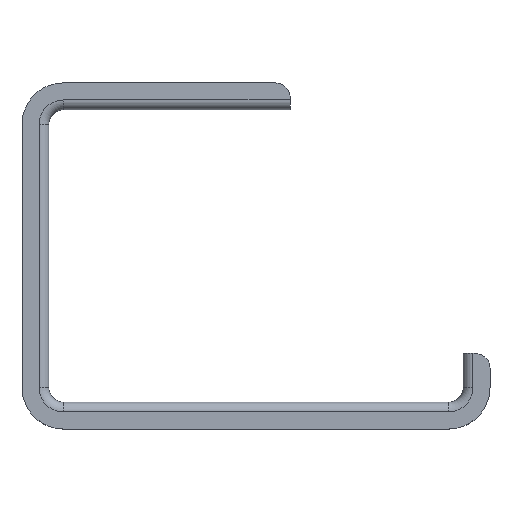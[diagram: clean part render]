
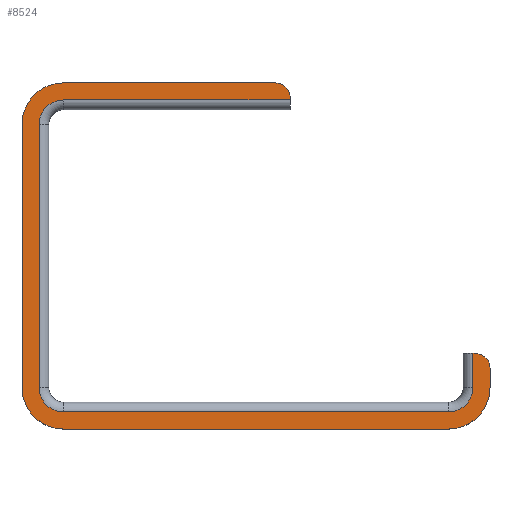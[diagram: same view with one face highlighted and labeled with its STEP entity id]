
A CAD part, top view. The second image highlights one B-rep face of the part: STEP entity #8524.
In plain terms, the highlighted planar face has unit normal (0, 0, 1).
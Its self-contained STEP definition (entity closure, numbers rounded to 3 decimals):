
#1984=DIRECTION('',(1.,0.,0.));
#1985=VECTOR('',#1984,158.);
#1986=CARTESIAN_POINT('',(-79.,-64.,11.));
#1987=LINE('',#1986,#1985);
#2007=DIRECTION('',(0.,1.,0.));
#2008=VECTOR('',#2007,14.);
#2009=CARTESIAN_POINT('',(89.,-54.,11.));
#2010=LINE('',#2009,#2008);
#2011=CARTESIAN_POINT('',(79.,-54.,11.));
#2012=DIRECTION('',(0.,0.,-1.));
#2013=DIRECTION('',(1.,0.,0.));
#2014=AXIS2_PLACEMENT_3D('',#2011,#2012,#2013);
#2016=DIRECTION('',(-1.,0.,0.));
#2017=VECTOR('',#2016,1.);
#2018=CARTESIAN_POINT('',(90.,-40.,11.));
#2019=LINE('',#2018,#2017);
#2020=CARTESIAN_POINT('',(90.,-46.,11.));
#2021=DIRECTION('',(0.,0.,1.));
#2022=DIRECTION('',(1.,0.,0.));
#2023=AXIS2_PLACEMENT_3D('',#2020,#2021,#2022);
#2025=CARTESIAN_POINT('',(79.,-54.,11.));
#2026=DIRECTION('',(0.,0.,1.));
#2027=DIRECTION('',(0.,-1.,0.));
#2028=AXIS2_PLACEMENT_3D('',#2025,#2026,#2027);
#2030=CARTESIAN_POINT('',(-79.,-54.,11.));
#2031=DIRECTION('',(0.,0.,1.));
#2032=DIRECTION('',(-1.,0.,0.));
#2033=AXIS2_PLACEMENT_3D('',#2030,#2031,#2032);
#2035=CARTESIAN_POINT('',(-79.,54.,11.));
#2036=DIRECTION('',(0.,0.,1.));
#2037=DIRECTION('',(0.,1.,0.));
#2038=AXIS2_PLACEMENT_3D('',#2035,#2036,#2037);
#2040=CARTESIAN_POINT('',(8.,65.,11.));
#2041=DIRECTION('',(0.,0.,1.));
#2042=DIRECTION('',(1.,0.,0.));
#2043=AXIS2_PLACEMENT_3D('',#2040,#2041,#2042);
#2045=DIRECTION('',(0.,1.,0.));
#2046=VECTOR('',#2045,1.);
#2047=CARTESIAN_POINT('',(14.,64.,11.));
#2048=LINE('',#2047,#2046);
#2049=CARTESIAN_POINT('',(-79.,54.,11.));
#2050=DIRECTION('',(0.,0.,-1.));
#2051=DIRECTION('',(-1.,0.,0.));
#2052=AXIS2_PLACEMENT_3D('',#2049,#2050,#2051);
#2054=CARTESIAN_POINT('',(-79.,-54.,11.));
#2055=DIRECTION('',(0.,0.,-1.));
#2056=DIRECTION('',(0.,-1.,0.));
#2057=AXIS2_PLACEMENT_3D('',#2054,#2055,#2056);
#2067=DIRECTION('',(0.,-1.,0.));
#2068=VECTOR('',#2067,8.);
#2069=CARTESIAN_POINT('',(96.,-46.,11.));
#2070=LINE('',#2069,#2068);
#2079=DIRECTION('',(-1.,0.,0.));
#2080=VECTOR('',#2079,158.);
#2081=CARTESIAN_POINT('',(79.,-71.,11.));
#2082=LINE('',#2081,#2080);
#2091=DIRECTION('',(0.,1.,0.));
#2092=VECTOR('',#2091,108.);
#2093=CARTESIAN_POINT('',(-96.,-54.,11.));
#2094=LINE('',#2093,#2092);
#2103=DIRECTION('',(1.,0.,0.));
#2104=VECTOR('',#2103,87.);
#2105=CARTESIAN_POINT('',(-79.,71.,11.));
#2106=LINE('',#2105,#2104);
#2119=DIRECTION('',(-1.,0.,0.));
#2120=VECTOR('',#2119,93.);
#2121=CARTESIAN_POINT('',(14.,64.,11.));
#2122=LINE('',#2121,#2120);
#2142=DIRECTION('',(0.,-1.,0.));
#2143=VECTOR('',#2142,108.);
#2144=CARTESIAN_POINT('',(-89.,54.,11.));
#2145=LINE('',#2144,#2143);
#5465=CARTESIAN_POINT('',(-79.,-71.,11.));
#5466=VERTEX_POINT('',#5465);
#5467=CARTESIAN_POINT('',(-96.,-54.,11.));
#5468=VERTEX_POINT('',#5467);
#5507=CARTESIAN_POINT('',(-79.,-64.,11.));
#5508=VERTEX_POINT('',#5507);
#5509=CARTESIAN_POINT('',(-89.,-54.,11.));
#5510=VERTEX_POINT('',#5509);
#5520=CARTESIAN_POINT('',(79.,-71.,11.));
#5521=VERTEX_POINT('',#5520);
#5522=CARTESIAN_POINT('',(79.,-64.,11.));
#5523=VERTEX_POINT('',#5522);
#6187=CARTESIAN_POINT('',(-79.,71.,11.));
#6189=VERTEX_POINT('',#6187);
#6193=CARTESIAN_POINT('',(-96.,54.,11.));
#6194=VERTEX_POINT('',#6193);
#6196=CARTESIAN_POINT('',(8.,71.,11.));
#6198=VERTEX_POINT('',#6196);
#6199=CARTESIAN_POINT('',(14.,65.,11.));
#6200=VERTEX_POINT('',#6199);
#6203=CARTESIAN_POINT('',(14.,64.,11.));
#6204=VERTEX_POINT('',#6203);
#6205=CARTESIAN_POINT('',(-79.,64.,11.));
#6206=VERTEX_POINT('',#6205);
#6207=CARTESIAN_POINT('',(-89.,54.,11.));
#6208=VERTEX_POINT('',#6207);
#6484=CARTESIAN_POINT('',(89.,-40.,11.));
#6485=VERTEX_POINT('',#6484);
#6486=CARTESIAN_POINT('',(90.,-40.,11.));
#6487=VERTEX_POINT('',#6486);
#6498=CARTESIAN_POINT('',(96.,-46.,11.));
#6499=VERTEX_POINT('',#6498);
#6512=CARTESIAN_POINT('',(96.,-54.,11.));
#6513=VERTEX_POINT('',#6512);
#6516=CARTESIAN_POINT('',(89.,-54.,11.));
#6518=VERTEX_POINT('',#6516);
#8487=CARTESIAN_POINT('',(-14.,-64.,11.));
#8488=DIRECTION('',(0.,0.,1.));
#8489=DIRECTION('',(0.,-1.,0.));
#8490=AXIS2_PLACEMENT_3D('',#8487,#8488,#8489);
#8491=PLANE('',#8490);
#8492=ORIENTED_EDGE('',*,*,#8469,.F.);
#8493=ORIENTED_EDGE('',*,*,#8482,.T.);
#8494=ORIENTED_EDGE('',*,*,#7407,.F.);
#8496=ORIENTED_EDGE('',*,*,#8495,.F.);
#8498=ORIENTED_EDGE('',*,*,#8497,.T.);
#8500=ORIENTED_EDGE('',*,*,#8499,.F.);
#8502=ORIENTED_EDGE('',*,*,#8501,.T.);
#8504=ORIENTED_EDGE('',*,*,#8503,.F.);
#8506=ORIENTED_EDGE('',*,*,#8505,.T.);
#8508=ORIENTED_EDGE('',*,*,#8507,.F.);
#8510=ORIENTED_EDGE('',*,*,#8509,.T.);
#8512=ORIENTED_EDGE('',*,*,#8511,.F.);
#8513=ORIENTED_EDGE('',*,*,#6640,.F.);
#8515=ORIENTED_EDGE('',*,*,#8514,.T.);
#8517=ORIENTED_EDGE('',*,*,#8516,.F.);
#8519=ORIENTED_EDGE('',*,*,#8518,.T.);
#8520=ORIENTED_EDGE('',*,*,#8438,.F.);
#8521=ORIENTED_EDGE('',*,*,#8455,.T.);
#8522=EDGE_LOOP('',(#8492,#8493,#8494,#8496,#8498,#8500,#8502,#8504,#8506,#8508,
#8510,#8512,#8513,#8515,#8517,#8519,#8520,#8521));
#8523=FACE_OUTER_BOUND('',#8522,.F.);
#8524=ADVANCED_FACE('',(#8523),#8491,.T.);
#2015=CIRCLE('',#2014,10.);
#2024=CIRCLE('',#2023,6.);
#2029=CIRCLE('',#2028,17.);
#2034=CIRCLE('',#2033,17.);
#2039=CIRCLE('',#2038,17.);
#2044=CIRCLE('',#2043,6.);
#2053=CIRCLE('',#2052,10.);
#2058=CIRCLE('',#2057,10.);
#6640=EDGE_CURVE('',#6204,#6200,#2048,.T.);
#7407=EDGE_CURVE('',#6487,#6485,#2019,.T.);
#8438=EDGE_CURVE('',#5508,#5510,#2058,.T.);
#8455=EDGE_CURVE('',#5508,#5523,#1987,.T.);
#8469=EDGE_CURVE('',#6518,#5523,#2015,.T.);
#8482=EDGE_CURVE('',#6518,#6485,#2010,.T.);
#8495=EDGE_CURVE('',#6499,#6487,#2024,.T.);
#8497=EDGE_CURVE('',#6499,#6513,#2070,.T.);
#8499=EDGE_CURVE('',#5521,#6513,#2029,.T.);
#8501=EDGE_CURVE('',#5521,#5466,#2082,.T.);
#8503=EDGE_CURVE('',#5468,#5466,#2034,.T.);
#8505=EDGE_CURVE('',#5468,#6194,#2094,.T.);
#8507=EDGE_CURVE('',#6189,#6194,#2039,.T.);
#8509=EDGE_CURVE('',#6189,#6198,#2106,.T.);
#8511=EDGE_CURVE('',#6200,#6198,#2044,.T.);
#8514=EDGE_CURVE('',#6204,#6206,#2122,.T.);
#8516=EDGE_CURVE('',#6208,#6206,#2053,.T.);
#8518=EDGE_CURVE('',#6208,#5510,#2145,.T.);
